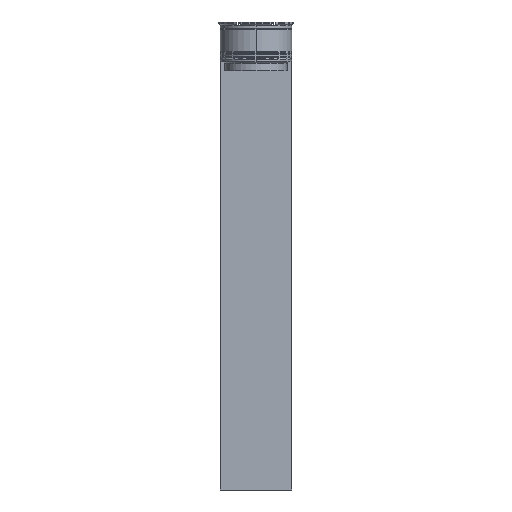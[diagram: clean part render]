
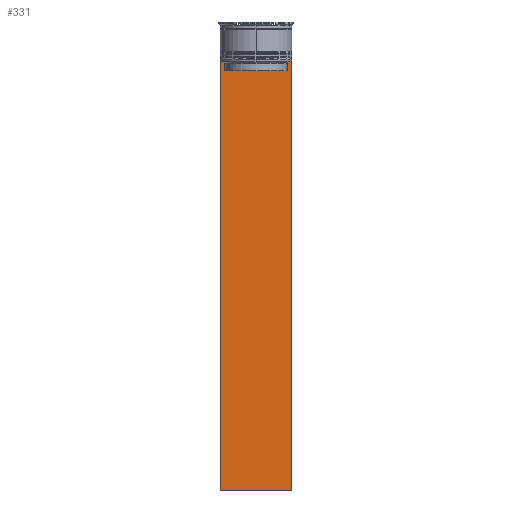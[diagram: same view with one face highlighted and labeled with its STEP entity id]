
A CAD part, left-side view. The second image highlights one B-rep face of the part: STEP entity #331.
In plain terms, the highlighted planar face has unit normal (-1, 0, 0).
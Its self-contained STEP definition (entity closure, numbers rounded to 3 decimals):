
#3 = ORIENTED_EDGE ( 'NONE', *, *, #2854, .F. ) ;
#10 = VERTEX_POINT ( 'NONE', #842 ) ;
#30 = CARTESIAN_POINT ( 'NONE',  ( -0.5, -11.222, -14.167 ) ) ;
#56 = CARTESIAN_POINT ( 'NONE',  ( -0.5, -11.055, -14.333 ) ) ;
#93 = DIRECTION ( 'NONE',  ( 0., 0., -1. ) ) ;
#155 = CARTESIAN_POINT ( 'NONE',  ( -0.5, 12.5, 11.02 ) ) ;
#194 = DIRECTION ( 'NONE',  ( 0., -1., 0. ) ) ;
#199 = CARTESIAN_POINT ( 'NONE',  ( -0.5, -12.5, -14. ) ) ;
#214 = VECTOR ( 'NONE', #835, 1000. ) ;
#235 = CARTESIAN_POINT ( 'NONE',  ( -0.5, 10.889, 0. ) ) ;
#251 = CARTESIAN_POINT ( 'NONE',  ( -0.5, -10.889, -14.5 ) ) ;
#255 = FACE_OUTER_BOUND ( 'NONE', #2355, .T. ) ;
#258 = VECTOR ( 'NONE', #285, 1000. ) ;
#264 = VECTOR ( 'NONE', #2148, 1000. ) ;
#272 = CARTESIAN_POINT ( 'NONE',  ( -0.5, -12.5, 11.02 ) ) ;
#285 = DIRECTION ( 'NONE',  ( 0., -1., 0. ) ) ;
#331 = ADVANCED_FACE ( 'NONE', ( #255 ), #929, .T. ) ;
#344 = ORIENTED_EDGE ( 'NONE', *, *, #688, .F. ) ;
#347 = EDGE_CURVE ( 'NONE', #2104, #1353, #1394, .T. ) ;
#355 = ORIENTED_EDGE ( 'NONE', *, *, #2344, .F. ) ;
#378 = CARTESIAN_POINT ( 'NONE',  ( -0.5, -12.39, -14. ) ) ;
#441 = VERTEX_POINT ( 'NONE', #2114 ) ;
#446 = CARTESIAN_POINT ( 'NONE',  ( -0.5, 12.5, -14. ) ) ;
#447 = VECTOR ( 'NONE', #1742, 1000. ) ;
#481 = B_SPLINE_CURVE_WITH_KNOTS ( 'NONE', 3,
 ( #2290, #56, #30, #731 ),
 .UNSPECIFIED., .F., .F.,
 ( 4, 4 ),
 ( 0.05, 0.051 ),
 .UNSPECIFIED. ) ;
#502 = DIRECTION ( 'NONE',  ( -1., 0., 0. ) ) ;
#568 = CARTESIAN_POINT ( 'NONE',  ( -0.5, -12.5, 11.02 ) ) ;
#570 = VERTEX_POINT ( 'NONE', #1348 ) ;
#584 = CARTESIAN_POINT ( 'NONE',  ( -0.5, 11.389, -14. ) ) ;
#586 = VECTOR ( 'NONE', #2712, 1000. ) ;
#593 = VERTEX_POINT ( 'NONE', #1128 ) ;
#688 = EDGE_CURVE ( 'NONE', #1505, #570, #2511, .T. ) ;
#700 = VERTEX_POINT ( 'NONE', #251 ) ;
#731 = CARTESIAN_POINT ( 'NONE',  ( -0.5, -11.389, -14. ) ) ;
#821 = DIRECTION ( 'NONE',  ( 0., -1., 0. ) ) ;
#832 = EDGE_CURVE ( 'NONE', #570, #1140, #1488, .T. ) ;
#835 = DIRECTION ( 'NONE',  ( 0., 0., -1. ) ) ;
#842 = CARTESIAN_POINT ( 'NONE',  ( -0.5, 10.889, -14.5 ) ) ;
#844 = ORIENTED_EDGE ( 'NONE', *, *, #832, .F. ) ;
#876 = VECTOR ( 'NONE', #1296, 1000. ) ;
#929 = PLANE ( 'NONE',  #1047 ) ;
#942 = ORIENTED_EDGE ( 'NONE', *, *, #1807, .F. ) ;
#1002 = EDGE_CURVE ( 'NONE', #1505, #441, #2153, .T. ) ;
#1047 = AXIS2_PLACEMENT_3D ( 'NONE', #272, #502, #2033 ) ;
#1073 = LINE ( 'NONE', #2409, #447 ) ;
#1085 = CARTESIAN_POINT ( 'NONE',  ( -0.5, -12.5, -14. ) ) ;
#1092 = EDGE_CURVE ( 'NONE', #1553, #441, #1343, .T. ) ;
#1124 = VECTOR ( 'NONE', #194, 1000. ) ;
#1128 = CARTESIAN_POINT ( 'NONE',  ( -0.5, -11.389, -14. ) ) ;
#1140 = VERTEX_POINT ( 'NONE', #1368 ) ;
#1171 = ORIENTED_EDGE ( 'NONE', *, *, #1092, .F. ) ;
#1190 = ORIENTED_EDGE ( 'NONE', *, *, #2234, .F. ) ;
#1215 = CARTESIAN_POINT ( 'NONE',  ( -0.5, -12.5, -164. ) ) ;
#1259 = CARTESIAN_POINT ( 'NONE',  ( -0.5, -10.889, 0. ) ) ;
#1296 = DIRECTION ( 'NONE',  ( 0., 0., -1. ) ) ;
#1343 = LINE ( 'NONE', #2521, #2075 ) ;
#1348 = CARTESIAN_POINT ( 'NONE',  ( -0.5, 12.39, -14. ) ) ;
#1353 = VERTEX_POINT ( 'NONE', #199 ) ;
#1368 = CARTESIAN_POINT ( 'NONE',  ( -0.5, 11.389, -14. ) ) ;
#1377 = CARTESIAN_POINT ( 'NONE',  ( -0.5, -12.5, -14. ) ) ;
#1382 = ORIENTED_EDGE ( 'NONE', *, *, #1002, .T. ) ;
#1394 = LINE ( 'NONE', #1377, #258 ) ;
#1433 = CARTESIAN_POINT ( 'NONE',  ( -0.5, 10.889, -14.5 ) ) ;
#1488 = LINE ( 'NONE', #2374, #2867 ) ;
#1502 = CARTESIAN_POINT ( 'NONE',  ( -0.5, -10.889, -17. ) ) ;
#1505 = VERTEX_POINT ( 'NONE', #446 ) ;
#1553 = VERTEX_POINT ( 'NONE', #1215 ) ;
#1699 = EDGE_CURVE ( 'NONE', #2313, #700, #2339, .T. ) ;
#1742 = DIRECTION ( 'NONE',  ( 0., -1., 0. ) ) ;
#1766 = ORIENTED_EDGE ( 'NONE', *, *, #1699, .F. ) ;
#1807 = EDGE_CURVE ( 'NONE', #2814, #2313, #1073, .T. ) ;
#1862 = B_SPLINE_CURVE_WITH_KNOTS ( 'NONE', 3,
 ( #584, #2362, #1908, #1433 ),
 .UNSPECIFIED., .F., .F.,
 ( 4, 4 ),
 ( 0.019, 0.02 ),
 .UNSPECIFIED. ) ;
#1908 = CARTESIAN_POINT ( 'NONE',  ( -0.5, 11.055, -14.333 ) ) ;
#2033 = DIRECTION ( 'NONE',  ( 0., 0., 1. ) ) ;
#2075 = VECTOR ( 'NONE', #2492, 1000. ) ;
#2096 = VECTOR ( 'NONE', #93, 1000. ) ;
#2104 = VERTEX_POINT ( 'NONE', #378 ) ;
#2114 = CARTESIAN_POINT ( 'NONE',  ( -0.5, 12.5, -164. ) ) ;
#2148 = DIRECTION ( 'NONE',  ( 0., 0., 1. ) ) ;
#2151 = ORIENTED_EDGE ( 'NONE', *, *, #2857, .F. ) ;
#2153 = LINE ( 'NONE', #155, #214 ) ;
#2229 = LINE ( 'NONE', #235, #876 ) ;
#2234 = EDGE_CURVE ( 'NONE', #10, #2814, #2229, .T. ) ;
#2290 = CARTESIAN_POINT ( 'NONE',  ( -0.5, -10.889, -14.5 ) ) ;
#2303 = CARTESIAN_POINT ( 'NONE',  ( -0.5, -12.5, -14. ) ) ;
#2313 = VERTEX_POINT ( 'NONE', #1502 ) ;
#2339 = LINE ( 'NONE', #1259, #264 ) ;
#2344 = EDGE_CURVE ( 'NONE', #700, #593, #481, .T. ) ;
#2355 = EDGE_LOOP ( 'NONE', ( #3, #844, #344, #1382, #1171, #2151, #2733, #2489, #355, #1766, #942, #1190 ) ) ;
#2362 = CARTESIAN_POINT ( 'NONE',  ( -0.5, 11.222, -14.167 ) ) ;
#2374 = CARTESIAN_POINT ( 'NONE',  ( -0.5, -12.5, -14. ) ) ;
#2409 = CARTESIAN_POINT ( 'NONE',  ( -0.5, 10.9, -17. ) ) ;
#2489 = ORIENTED_EDGE ( 'NONE', *, *, #2608, .F. ) ;
#2492 = DIRECTION ( 'NONE',  ( 0., 1., 0. ) ) ;
#2511 = LINE ( 'NONE', #2303, #586 ) ;
#2521 = CARTESIAN_POINT ( 'NONE',  ( -0.5, -12.5, -164. ) ) ;
#2567 = LINE ( 'NONE', #568, #2096 ) ;
#2608 = EDGE_CURVE ( 'NONE', #593, #2104, #2832, .T. ) ;
#2689 = CARTESIAN_POINT ( 'NONE',  ( -0.5, 10.889, -17. ) ) ;
#2712 = DIRECTION ( 'NONE',  ( 0., -1., 0. ) ) ;
#2733 = ORIENTED_EDGE ( 'NONE', *, *, #347, .F. ) ;
#2814 = VERTEX_POINT ( 'NONE', #2689 ) ;
#2832 = LINE ( 'NONE', #1085, #1124 ) ;
#2854 = EDGE_CURVE ( 'NONE', #1140, #10, #1862, .T. ) ;
#2857 = EDGE_CURVE ( 'NONE', #1353, #1553, #2567, .T. ) ;
#2867 = VECTOR ( 'NONE', #821, 1000. ) ;
